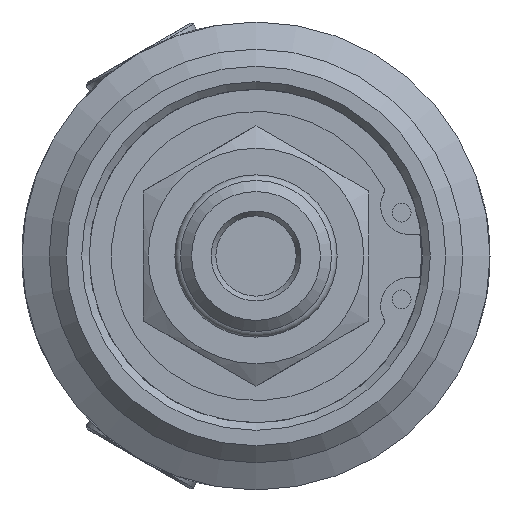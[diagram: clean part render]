
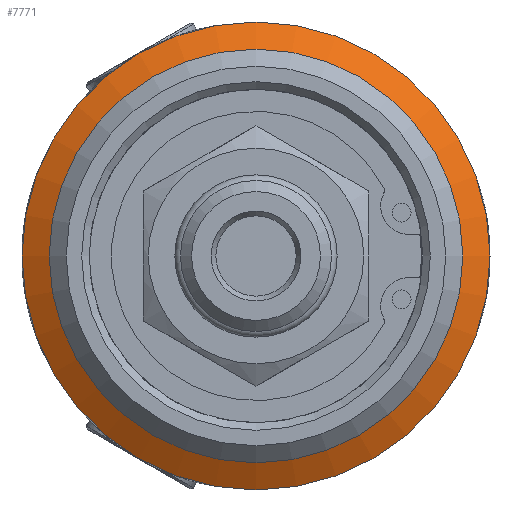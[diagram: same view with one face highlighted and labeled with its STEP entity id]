
A CAD part, left-side view. The second image highlights one B-rep face of the part: STEP entity #7771.
In plain terms, the highlighted conical face has half-angle 60 degrees and reference radius 23.312 mm.
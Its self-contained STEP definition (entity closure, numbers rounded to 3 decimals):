
#564=CONICAL_SURFACE('',#8380,23.312,1.047);
#1051=LINE('',#49154,#1510);
#1510=VECTOR('',#9985,23.312);
#2164=FACE_OUTER_BOUND('',#2644,.T.);
#2644=EDGE_LOOP('',(#6978,#6979,#6980,#6981,#6982,#6983));
#2961=CIRCLE('',#8375,24.75);
#2962=CIRCLE('',#8376,24.75);
#2965=CIRCLE('',#8381,21.874);
#2966=CIRCLE('',#8382,21.874);
#3715=VERTEX_POINT('',#49141);
#3716=VERTEX_POINT('',#49143);
#3719=VERTEX_POINT('',#49153);
#3720=VERTEX_POINT('',#49155);
#4818=EDGE_CURVE('',#3715,#3716,#2961,.T.);
#4819=EDGE_CURVE('',#3716,#3715,#2962,.T.);
#4823=EDGE_CURVE('',#3715,#3719,#1051,.T.);
#4824=EDGE_CURVE('',#3719,#3720,#2965,.T.);
#4825=EDGE_CURVE('',#3720,#3719,#2966,.T.);
#6978=ORIENTED_EDGE('',*,*,#4819,.F.);
#6979=ORIENTED_EDGE('',*,*,#4818,.F.);
#6980=ORIENTED_EDGE('',*,*,#4823,.T.);
#6981=ORIENTED_EDGE('',*,*,#4824,.T.);
#6982=ORIENTED_EDGE('',*,*,#4825,.T.);
#6983=ORIENTED_EDGE('',*,*,#4823,.F.);
#7771=ADVANCED_FACE('',(#2164),#564,.T.);
#8375=AXIS2_PLACEMENT_3D('',#49144,#9972,#9973);
#8376=AXIS2_PLACEMENT_3D('',#49145,#9974,#9975);
#8380=AXIS2_PLACEMENT_3D('',#49152,#9983,#9984);
#8381=AXIS2_PLACEMENT_3D('',#49156,#9986,#9987);
#8382=AXIS2_PLACEMENT_3D('',#49157,#9988,#9989);
#9972=DIRECTION('center_axis',(1.,0.,0.));
#9973=DIRECTION('ref_axis',(0.,1.,0.));
#9974=DIRECTION('center_axis',(1.,0.,0.));
#9975=DIRECTION('ref_axis',(0.,1.,0.));
#9983=DIRECTION('center_axis',(1.,0.,0.));
#9984=DIRECTION('ref_axis',(0.,1.,0.));
#9985=DIRECTION('',(-0.5,0.866,0.));
#9986=DIRECTION('center_axis',(1.,0.,0.));
#9987=DIRECTION('ref_axis',(0.,1.,0.));
#9988=DIRECTION('center_axis',(1.,0.,0.));
#9989=DIRECTION('ref_axis',(0.,1.,0.));
#49141=CARTESIAN_POINT('',(37.52,-24.75,0.));
#49143=CARTESIAN_POINT('',(37.52,24.75,0.));
#49144=CARTESIAN_POINT('Origin',(37.52,0.,0.));
#49145=CARTESIAN_POINT('Origin',(37.52,0.,0.));
#49152=CARTESIAN_POINT('Origin',(36.69,0.,0.));
#49153=CARTESIAN_POINT('',(35.86,-21.874,0.));
#49154=CARTESIAN_POINT('',(36.69,-23.312,0.));
#49155=CARTESIAN_POINT('',(35.86,21.874,0.));
#49156=CARTESIAN_POINT('Origin',(35.86,0.,0.));
#49157=CARTESIAN_POINT('Origin',(35.86,0.,0.));
